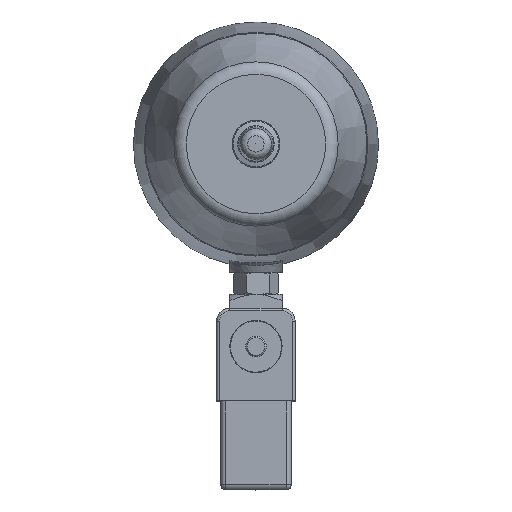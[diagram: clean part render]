
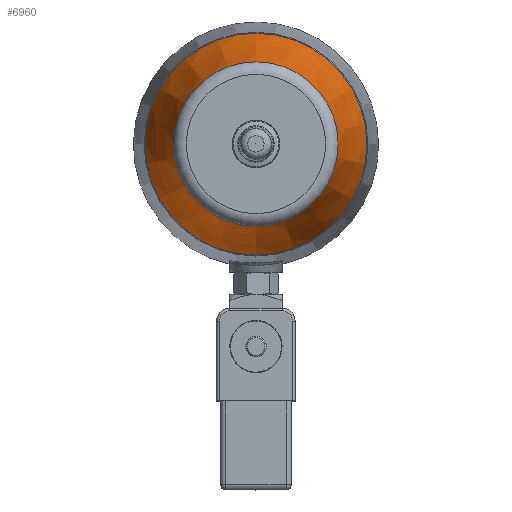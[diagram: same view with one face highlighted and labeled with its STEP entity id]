
A CAD part, top view. The second image highlights one B-rep face of the part: STEP entity #6960.
In plain terms, the highlighted conical face has half-angle 17.023 degrees and reference radius 42.75 mm.
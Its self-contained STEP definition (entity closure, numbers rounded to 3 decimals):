
#498=FACE_BOUND('',#2357,.T.);
#1858=FACE_OUTER_BOUND('',#2356,.T.);
#2356=EDGE_LOOP('',(#6419));
#2357=EDGE_LOOP('',(#6420));
#2651=CIRCLE('',#7619,31.433);
#2652=CIRCLE('',#7620,42.462);
#3428=VERTEX_POINT('',#21752);
#3429=VERTEX_POINT('',#21754);
#4433=EDGE_CURVE('',#3428,#3428,#2651,.T.);
#4434=EDGE_CURVE('',#3429,#3429,#2652,.T.);
#6419=ORIENTED_EDGE('',*,*,#4433,.F.);
#6420=ORIENTED_EDGE('',*,*,#4434,.F.);
#6549=CONICAL_SURFACE('',#7618,42.75,17.023);
#6960=ADVANCED_FACE('',(#1858,#498),#6549,.T.);
#7618=AXIS2_PLACEMENT_3D('',#21751,#9309,#9310);
#7619=AXIS2_PLACEMENT_3D('',#21753,#9311,#9312);
#7620=AXIS2_PLACEMENT_3D('',#21755,#9313,#9314);
#9309=DIRECTION('center_axis',(0.,0.,
-1.));
#9310=DIRECTION('ref_axis',(0.,1.,0.));
#9311=DIRECTION('center_axis',(0.,0.,
1.));
#9312=DIRECTION('ref_axis',(0.,1.,0.));
#9313=DIRECTION('center_axis',(0.,0.,
-1.));
#9314=DIRECTION('ref_axis',(0.,1.,0.));
#21751=CARTESIAN_POINT('Origin',(0.,0.,
274.6));
#21752=CARTESIAN_POINT('',(0.,-31.433,311.564));
#21753=CARTESIAN_POINT('Origin',(0.,0.,
311.564));
#21754=CARTESIAN_POINT('',(0.,-42.462,275.541));
#21755=CARTESIAN_POINT('Origin',(0.,0.,
275.541));
